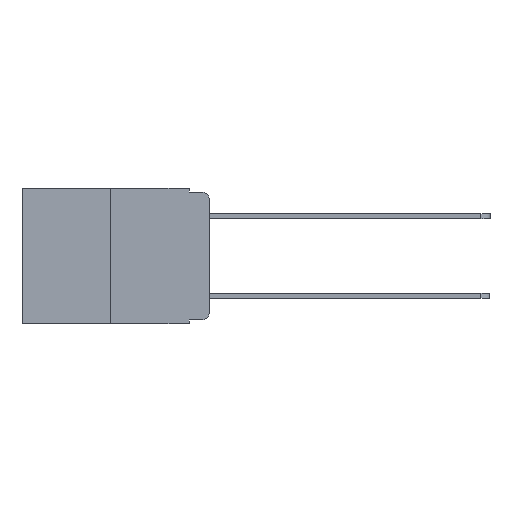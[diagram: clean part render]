
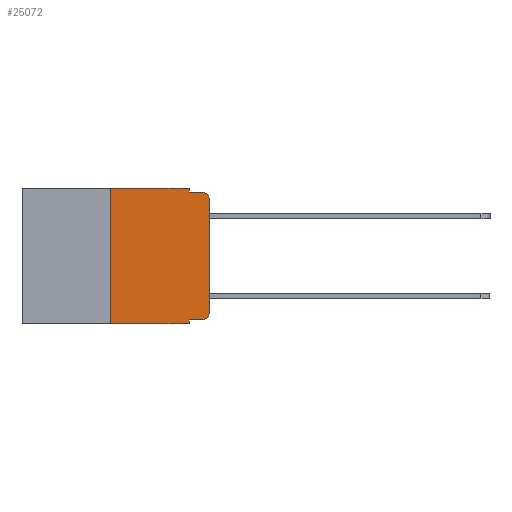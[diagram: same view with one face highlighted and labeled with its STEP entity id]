
A CAD part, left-side view. The second image highlights one B-rep face of the part: STEP entity #25072.
In plain terms, the highlighted planar face has unit normal (-1, 0, 0).
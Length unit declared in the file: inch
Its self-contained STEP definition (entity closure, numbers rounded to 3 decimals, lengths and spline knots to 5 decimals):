
#283 = VERTEX_POINT ( 'NONE', #13505 ) ;
#507 = LINE ( 'NONE', #22712, #22413 ) ;
#565 = CARTESIAN_POINT ( 'NONE',  ( 0., 0.473, 0. ) ) ;
#741 = DIRECTION ( 'NONE',  ( 0., 0., -1. ) ) ;
#1001 = CARTESIAN_POINT ( 'NONE',  ( 0., 0.051, -0.343 ) ) ;
#2619 = CIRCLE ( 'NONE', #11675, 0.02 ) ;
#2698 = CARTESIAN_POINT ( 'NONE',  ( 0., 0., -0.313 ) ) ;
#2898 = VERTEX_POINT ( 'NONE', #22845 ) ;
#3117 = CARTESIAN_POINT ( 'NONE',  ( 0., 0.25, 0. ) ) ;
#3442 = EDGE_CURVE ( 'NONE', #20827, #15528, #2619, .T. ) ;
#3629 = AXIS2_PLACEMENT_3D ( 'NONE', #9327, #23476, #11393 ) ;
#3859 = CARTESIAN_POINT ( 'NONE',  ( 0., 0.051, -0.333 ) ) ;
#4596 = ORIENTED_EDGE ( 'NONE', *, *, #8213, .T. ) ;
#5085 = VERTEX_POINT ( 'NONE', #1001 ) ;
#5155 = EDGE_LOOP ( 'NONE', ( #6672, #13436, #20004, #5678, #26331, #11530, #4596, #25118, #21053, #24815 ) ) ;
#5395 = EDGE_CURVE ( 'NONE', #283, #5085, #25637, .T. ) ;
#5678 = ORIENTED_EDGE ( 'NONE', *, *, #17806, .F. ) ;
#6139 = CARTESIAN_POINT ( 'NONE',  ( 0., 0.051, 0. ) ) ;
#6527 = VECTOR ( 'NONE', #25980, 39.37008 ) ;
#6672 = ORIENTED_EDGE ( 'NONE', *, *, #7690, .T. ) ;
#6884 = CIRCLE ( 'NONE', #3629, 0.02 ) ;
#7015 = DIRECTION ( 'NONE',  ( 0., -1., 0. ) ) ;
#7274 = VECTOR ( 'NONE', #13407, 39.37008 ) ;
#7505 = VECTOR ( 'NONE', #741, 39.37008 ) ;
#7690 = EDGE_CURVE ( 'NONE', #24792, #20827, #507, .T. ) ;
#7756 = DIRECTION ( 'NONE',  ( 0., 0., -1. ) ) ;
#7804 = DIRECTION ( 'NONE',  ( 0., -1., 0. ) ) ;
#7941 = VERTEX_POINT ( 'NONE', #3117 ) ;
#8213 = EDGE_CURVE ( 'NONE', #10143, #5085, #17512, .T. ) ;
#8398 = FACE_OUTER_BOUND ( 'NONE', #5155, .T. ) ;
#9327 = CARTESIAN_POINT ( 'NONE',  ( 0., 0.02, -0.313 ) ) ;
#9574 = EDGE_CURVE ( 'NONE', #10143, #7941, #16817, .T. ) ;
#9926 = PLANE ( 'NONE',  #17274 ) ;
#10143 = VERTEX_POINT ( 'NONE', #16090 ) ;
#10615 = DIRECTION ( 'NONE',  ( 0., 0., 1. ) ) ;
#10921 = CARTESIAN_POINT ( 'NONE',  ( 0., 0., -0.03 ) ) ;
#11393 = DIRECTION ( 'NONE',  ( 0., 0., -1. ) ) ;
#11530 = ORIENTED_EDGE ( 'NONE', *, *, #9574, .F. ) ;
#11675 = AXIS2_PLACEMENT_3D ( 'NONE', #12539, #26579, #14581 ) ;
#11933 = CARTESIAN_POINT ( 'NONE',  ( 0., 0.25, 0. ) ) ;
#12010 = DIRECTION ( 'NONE',  ( 1., 0., 0. ) ) ;
#12539 = CARTESIAN_POINT ( 'NONE',  ( 0., 0.02, -0.03 ) ) ;
#13407 = DIRECTION ( 'NONE',  ( 0., -1., 0. ) ) ;
#13436 = ORIENTED_EDGE ( 'NONE', *, *, #3442, .T. ) ;
#13505 = CARTESIAN_POINT ( 'NONE',  ( 0., 0.051, -0.333 ) ) ;
#13869 = CARTESIAN_POINT ( 'NONE',  ( 0., 0.051, 0. ) ) ;
#14222 = EDGE_CURVE ( 'NONE', #24478, #24792, #6884, .T. ) ;
#14581 = DIRECTION ( 'NONE',  ( 0., 0., -1. ) ) ;
#14706 = LINE ( 'NONE', #20012, #25363 ) ;
#15528 = VERTEX_POINT ( 'NONE', #16087 ) ;
#15582 = EDGE_CURVE ( 'NONE', #283, #24478, #16441, .T. ) ;
#16087 = CARTESIAN_POINT ( 'NONE',  ( 0., 0.02, -0.01 ) ) ;
#16090 = CARTESIAN_POINT ( 'NONE',  ( 0., 0.25, -0.343 ) ) ;
#16318 = LINE ( 'NONE', #565, #21015 ) ;
#16441 = LINE ( 'NONE', #3859, #26437 ) ;
#16784 = VERTEX_POINT ( 'NONE', #6139 ) ;
#16817 = LINE ( 'NONE', #11933, #6527 ) ;
#17274 = AXIS2_PLACEMENT_3D ( 'NONE', #22050, #12010, #26075 ) ;
#17512 = LINE ( 'NONE', #25449, #7274 ) ;
#17806 = EDGE_CURVE ( 'NONE', #16784, #2898, #18386, .T. ) ;
#17901 = CARTESIAN_POINT ( 'NONE',  ( 0., 0.02, -0.333 ) ) ;
#18386 = LINE ( 'NONE', #25326, #7505 ) ;
#20004 = ORIENTED_EDGE ( 'NONE', *, *, #21793, .F. ) ;
#20012 = CARTESIAN_POINT ( 'NONE',  ( 0., 0.051, -0.01 ) ) ;
#20298 = DIRECTION ( 'NONE',  ( 0., -1., 0. ) ) ;
#20336 = VECTOR ( 'NONE', #7756, 39.37008 ) ;
#20827 = VERTEX_POINT ( 'NONE', #10921 ) ;
#21015 = VECTOR ( 'NONE', #7015, 39.37008 ) ;
#21053 = ORIENTED_EDGE ( 'NONE', *, *, #15582, .T. ) ;
#21535 = EDGE_CURVE ( 'NONE', #7941, #16784, #16318, .T. ) ;
#21793 = EDGE_CURVE ( 'NONE', #2898, #15528, #14706, .T. ) ;
#22050 = CARTESIAN_POINT ( 'NONE',  ( 0., 0.473, 0. ) ) ;
#22413 = VECTOR ( 'NONE', #10615, 39.37008 ) ;
#22712 = CARTESIAN_POINT ( 'NONE',  ( 0., 0., 0. ) ) ;
#22845 = CARTESIAN_POINT ( 'NONE',  ( 0., 0.051, -0.01 ) ) ;
#23476 = DIRECTION ( 'NONE',  ( -1., 0., 0. ) ) ;
#24478 = VERTEX_POINT ( 'NONE', #17901 ) ;
#24792 = VERTEX_POINT ( 'NONE', #2698 ) ;
#24815 = ORIENTED_EDGE ( 'NONE', *, *, #14222, .T. ) ;
#25072 = ADVANCED_FACE ( 'NONE', ( #8398 ), #9926, .F. ) ;
#25118 = ORIENTED_EDGE ( 'NONE', *, *, #5395, .F. ) ;
#25326 = CARTESIAN_POINT ( 'NONE',  ( 0., 0.051, 0. ) ) ;
#25363 = VECTOR ( 'NONE', #7804, 39.37008 ) ;
#25449 = CARTESIAN_POINT ( 'NONE',  ( 0., 0.473, -0.343 ) ) ;
#25637 = LINE ( 'NONE', #13869, #20336 ) ;
#25980 = DIRECTION ( 'NONE',  ( 0., 0., 1. ) ) ;
#26075 = DIRECTION ( 'NONE',  ( 0., 0., -1. ) ) ;
#26331 = ORIENTED_EDGE ( 'NONE', *, *, #21535, .F. ) ;
#26437 = VECTOR ( 'NONE', #20298, 39.37008 ) ;
#26579 = DIRECTION ( 'NONE',  ( -1., 0., 0. ) ) ;
